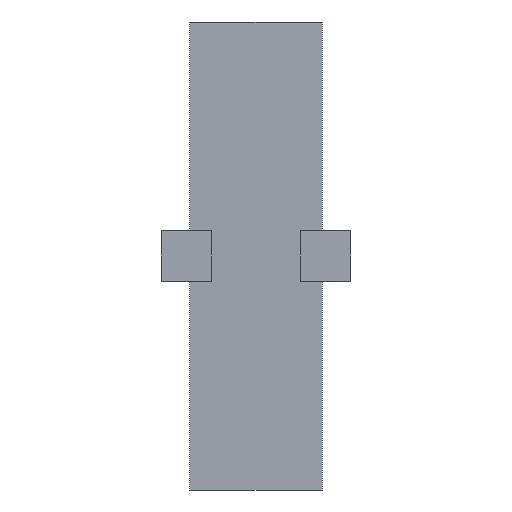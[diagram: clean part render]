
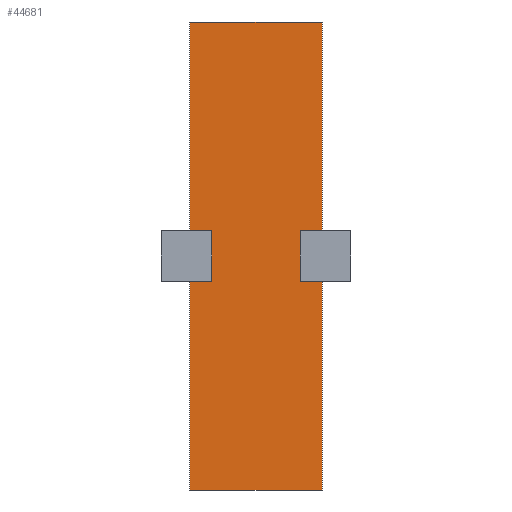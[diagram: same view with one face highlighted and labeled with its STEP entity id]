
A CAD part, front view. The second image highlights one B-rep face of the part: STEP entity #44681.
In plain terms, the highlighted planar face has unit normal (0, -1, 0).
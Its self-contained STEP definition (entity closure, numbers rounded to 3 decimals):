
#964 = VECTOR ( 'NONE', #2239, 1000. ) ;
#2094 = LINE ( 'NONE', #46181, #964 ) ;
#2239 = DIRECTION ( 'NONE',  ( -1., 0., 0. ) ) ;
#4570 = ORIENTED_EDGE ( 'NONE', *, *, #15354, .F. ) ;
#4670 = CARTESIAN_POINT ( 'NONE',  ( 1050., 0., 3700. ) ) ;
#4830 = DIRECTION ( 'NONE',  ( 0., 0., 1. ) ) ;
#4853 = EDGE_CURVE ( 'NONE', #12346, #17302, #46603, .T. ) ;
#6876 = LINE ( 'NONE', #34178, #25234 ) ;
#9162 = CARTESIAN_POINT ( 'NONE',  ( -1050., 0., 3700. ) ) ;
#12346 = VERTEX_POINT ( 'NONE', #40708 ) ;
#15354 = EDGE_CURVE ( 'NONE', #17302, #29474, #28102, .T. ) ;
#16161 = FACE_OUTER_BOUND ( 'NONE', #26166, .T. ) ;
#16179 = DIRECTION ( 'NONE',  ( 0., -1., 0. ) ) ;
#17302 = VERTEX_POINT ( 'NONE', #42777 ) ;
#19728 = ORIENTED_EDGE ( 'NONE', *, *, #46036, .F. ) ;
#25234 = VECTOR ( 'NONE', #4830, 1000. ) ;
#26166 = EDGE_LOOP ( 'NONE', ( #4570, #37970, #19728, #44166 ) ) ;
#26400 = VERTEX_POINT ( 'NONE', #34069 ) ;
#26644 = DIRECTION ( 'NONE',  ( 0., 0., -1. ) ) ;
#26977 = VECTOR ( 'NONE', #26644, 1000. ) ;
#27066 = PLANE ( 'NONE',  #31034 ) ;
#28102 = LINE ( 'NONE', #4670, #26977 ) ;
#29474 = VERTEX_POINT ( 'NONE', #37542 ) ;
#31034 = AXIS2_PLACEMENT_3D ( 'NONE', #38110, #16179, #41783 ) ;
#31123 = DIRECTION ( 'NONE',  ( 1., 0., 0. ) ) ;
#34069 = CARTESIAN_POINT ( 'NONE',  ( -1050., 0., -3700. ) ) ;
#34178 = CARTESIAN_POINT ( 'NONE',  ( -1050., 0., 3700. ) ) ;
#36885 = VECTOR ( 'NONE', #31123, 1000. ) ;
#37542 = CARTESIAN_POINT ( 'NONE',  ( 1050., 0., -3700. ) ) ;
#37970 = ORIENTED_EDGE ( 'NONE', *, *, #4853, .F. ) ;
#38110 = CARTESIAN_POINT ( 'NONE',  ( 0., 0., 0. ) ) ;
#40708 = CARTESIAN_POINT ( 'NONE',  ( -1050., 0., 3700. ) ) ;
#41783 = DIRECTION ( 'NONE',  ( 0., 0., -1. ) ) ;
#42777 = CARTESIAN_POINT ( 'NONE',  ( 1050., 0., 3700. ) ) ;
#42831 = EDGE_CURVE ( 'NONE', #29474, #26400, #2094, .T. ) ;
#44166 = ORIENTED_EDGE ( 'NONE', *, *, #42831, .F. ) ;
#44681 = ADVANCED_FACE ( 'NONE', ( #16161 ), #27066, .T. ) ;
#46036 = EDGE_CURVE ( 'NONE', #26400, #12346, #6876, .T. ) ;
#46181 = CARTESIAN_POINT ( 'NONE',  ( -1050., 0., -3700. ) ) ;
#46603 = LINE ( 'NONE', #9162, #36885 ) ;
